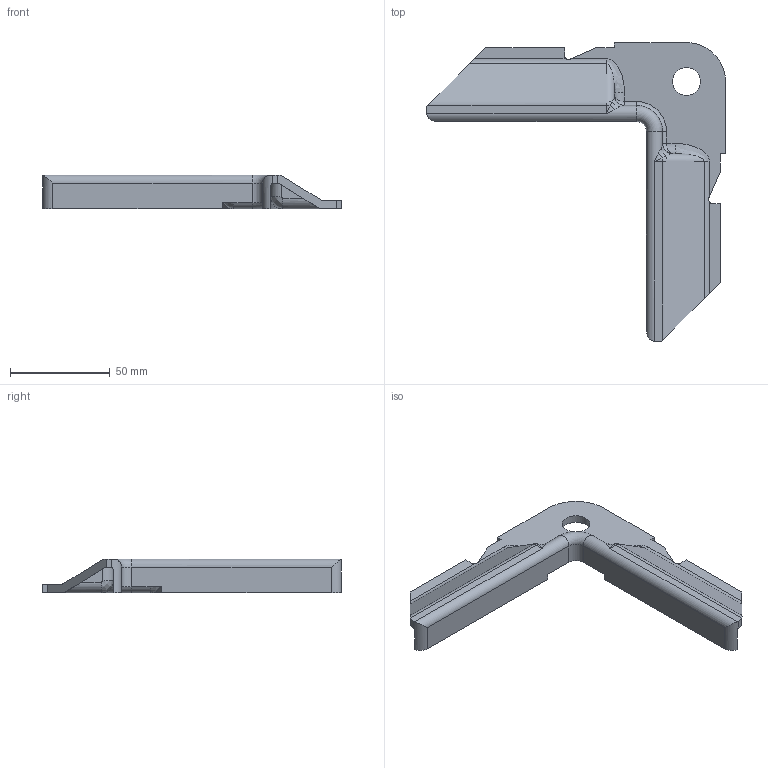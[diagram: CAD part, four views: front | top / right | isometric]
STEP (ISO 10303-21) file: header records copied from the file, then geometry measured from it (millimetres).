
FILE_DESCRIPTION(/* description */ (''),/* implementation_level */ '2;1');
FILE_NAME(/* name */ 'METU_M4S_a01a-4052-0.stp',/* time_stamp */ '2018-12-11T09:33:08+01:00',/* author */ (''),/* organization */ (''),/* preprocessor_version */ 'ST-DEVELOPER v11',/* originating_system */ 'SIEMENS UGS NX 6.0',/* authorisation */ '');
FILE_SCHEMA (('CONFIG_CONTROL_DESIGN'));
Length unit declared in the file: millimetre
Products named in the file (1): gars2CF6k8th
Bounding box: 149.5 x 149.5 x 17 mm (x, y, z)
Volume: 49638.1 mm3; surface area: 27045.4 mm2
Topology: 1 solids, 1 shells, 103 faces, 273 edges, 166 vertices
Faces by surface type: plane 48, cylinder 36, bspline 14, torus 3, sphere 2
Full cylindrical faces by diameter (mm): 14 x1
Entity records: 3458 total; most frequent: CARTESIAN_POINT 878, ORIENTED_EDGE 532, DIRECTION 518, EDGE_CURVE 266, AXIS2_PLACEMENT_3D 180, VERTEX_POINT 166, LINE 158, VECTOR 158
